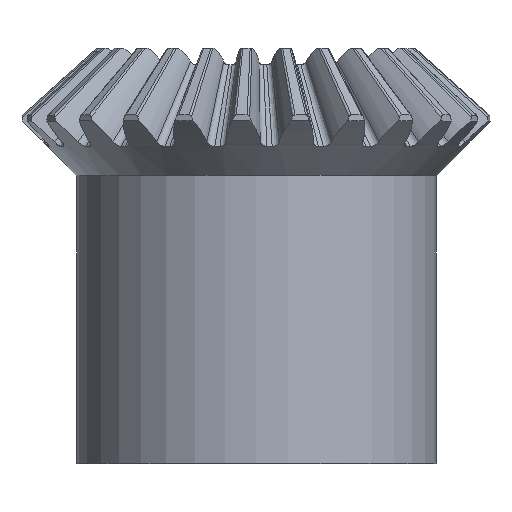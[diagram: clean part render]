
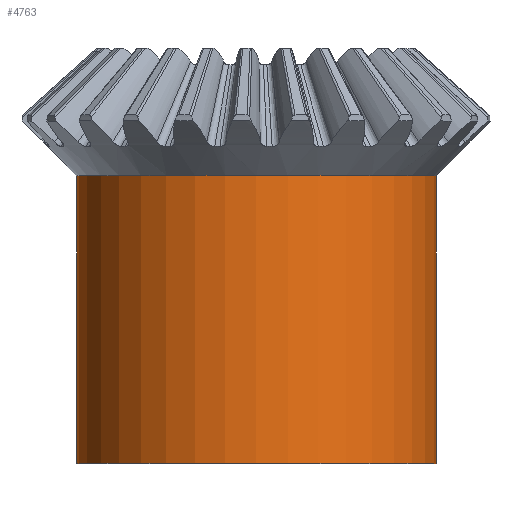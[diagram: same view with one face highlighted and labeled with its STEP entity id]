
A CAD part, top view. The second image highlights one B-rep face of the part: STEP entity #4763.
In plain terms, the highlighted cylindrical face has radius 10 mm (diameter 20 mm), a full revolution.
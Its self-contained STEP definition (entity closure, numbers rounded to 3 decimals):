
#669=CYLINDRICAL_SURFACE('',#5050,10.);
#708=LINE('',#5922,#939);
#939=VECTOR('',#5273,10.);
#1163=FACE_OUTER_BOUND('',#1432,.T.);
#1432=EDGE_LOOP('',(#3149,#3150,#3151,#3152,#3153));
#1699=CIRCLE('',#5045,10.);
#1704=CIRCLE('',#5051,10.);
#1705=CIRCLE('',#5052,10.);
#1811=VERTEX_POINT('',#5894);
#1824=VERTEX_POINT('',#5921);
#1825=VERTEX_POINT('',#5923);
#2341=EDGE_CURVE('',#1811,#1811,#1699,.T.);
#2354=EDGE_CURVE('',#1811,#1824,#708,.T.);
#2355=EDGE_CURVE('',#1824,#1825,#1704,.T.);
#2356=EDGE_CURVE('',#1825,#1824,#1705,.T.);
#3149=ORIENTED_EDGE('',*,*,#2341,.T.);
#3150=ORIENTED_EDGE('',*,*,#2354,.T.);
#3151=ORIENTED_EDGE('',*,*,#2355,.T.);
#3152=ORIENTED_EDGE('',*,*,#2356,.T.);
#3153=ORIENTED_EDGE('',*,*,#2354,.F.);
#4763=ADVANCED_FACE('',(#1163),#669,.T.);
#5045=AXIS2_PLACEMENT_3D('',#5895,#5253,#5254);
#5050=AXIS2_PLACEMENT_3D('',#5920,#5271,#5272);
#5051=AXIS2_PLACEMENT_3D('',#5924,#5274,#5275);
#5052=AXIS2_PLACEMENT_3D('',#5925,#5276,#5277);
#5253=DIRECTION('center_axis',(0.,1.,0.));
#5254=DIRECTION('ref_axis',(0.,0.,-1.));
#5271=DIRECTION('center_axis',(0.,-1.,0.));
#5272=DIRECTION('ref_axis',(0.,0.,-1.));
#5273=DIRECTION('',(0.,1.,0.));
#5274=DIRECTION('center_axis',(0.,-1.,0.));
#5275=DIRECTION('ref_axis',(0.,0.,-1.));
#5276=DIRECTION('center_axis',(0.,-1.,0.));
#5277=DIRECTION('ref_axis',(0.,0.,-1.));
#5894=CARTESIAN_POINT('',(0.,-18.5,10.));
#5895=CARTESIAN_POINT('Origin',(0.,-18.5,0.));
#5920=CARTESIAN_POINT('Origin',(0.,13.65,0.));
#5921=CARTESIAN_POINT('',(0.,-2.5,10.));
#5922=CARTESIAN_POINT('',(0.,13.65,10.));
#5923=CARTESIAN_POINT('',(0.,-2.5,-10.));
#5924=CARTESIAN_POINT('Origin',(0.,-2.5,0.));
#5925=CARTESIAN_POINT('Origin',(0.,-2.5,0.));
